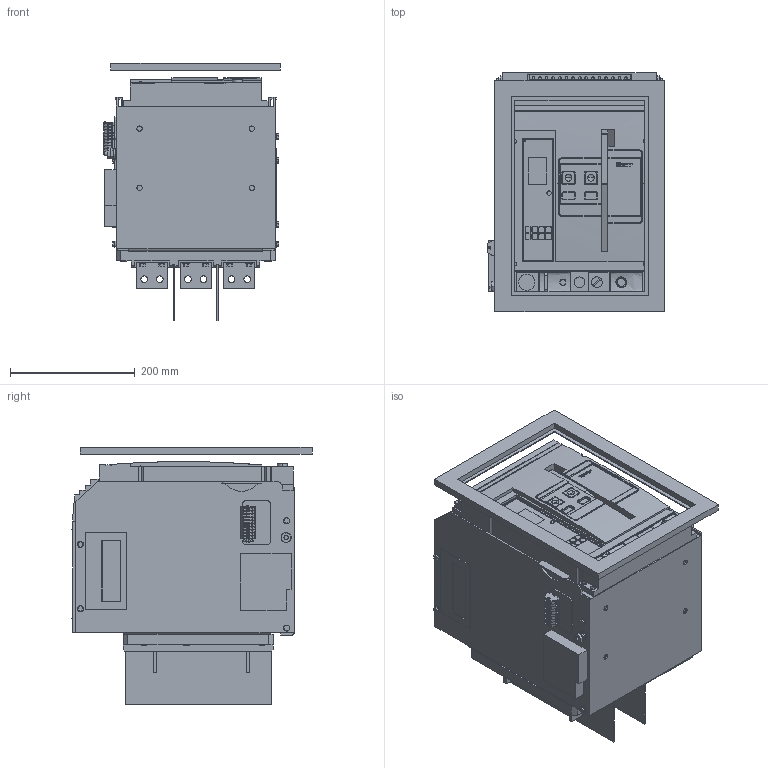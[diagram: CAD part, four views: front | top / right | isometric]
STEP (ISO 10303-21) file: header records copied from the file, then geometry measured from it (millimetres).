
FILE_DESCRIPTION (( 'STEP AP203' ), '1' );
FILE_NAME ('mccb450-1600-630v-v2.ÃÌ Âûêëþ÷àòåëü àâòîìàòè÷åñêèé ÂÀ-450 3P 65êÀ âûêàòíîé v2.STEP', '2025-05-07T11:39:26', ( '' ), ( '' ), 'SwSTEP 2.0', 'SolidWorks 2021', '' );
FILE_SCHEMA (( 'CONFIG_CONTROL_DESIGN' ));
Products named in the file (1): mccb450-1600-630v-v2.ÃÌ Âûêëþ÷àòåëü àâòîìàòè÷åñêèé ÂÀ-450 3P 65êÀ âûêàòíîé v2
Bounding box: 283.6 x 384.87 x 412.5 mm (x, y, z)
Volume: 23985641.4 mm3; surface area: 1428856.6 mm2
Topology: 34 solids, 52 shells, 4281 faces, 11176 edges, 7334 vertices
Faces by surface type: plane 2951, cylinder 1208, sphere 50, torus 40, bspline 32
Entity records: 134335 total; most frequent: CARTESIAN_POINT 27167, ORIENTED_EDGE 22280, DIRECTION 21897, EDGE_CURVE 11140, VECTOR 8343, LINE 8343, VERTEX_POINT 7332, AXIS2_PLACEMENT_3D 6777
